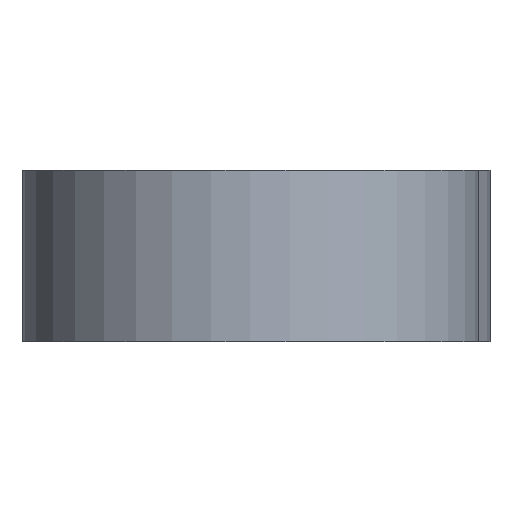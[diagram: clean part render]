
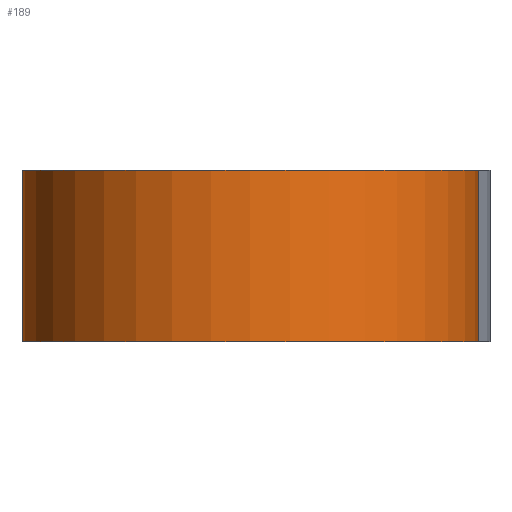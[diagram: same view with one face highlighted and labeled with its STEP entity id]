
A CAD part, front view. The second image highlights one B-rep face of the part: STEP entity #189.
In plain terms, the highlighted cylindrical face has radius 4 mm (diameter 8 mm), a partial arc.
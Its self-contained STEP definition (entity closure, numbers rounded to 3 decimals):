
#3 = EDGE_CURVE ( 'NONE', #472, #398, #178, .T. ) ;
#5 = DIRECTION ( 'NONE',  ( 0., 0., -1. ) ) ;
#8 = AXIS2_PLACEMENT_3D ( 'NONE', #411, #5, #43 ) ;
#21 = DIRECTION ( 'NONE',  ( 1., 0., 0. ) ) ;
#23 = AXIS2_PLACEMENT_3D ( 'NONE', #180, #396, #466 ) ;
#43 = DIRECTION ( 'NONE',  ( -1., 0., 0. ) ) ;
#50 = LINE ( 'NONE', #248, #468 ) ;
#84 = FACE_OUTER_BOUND ( 'NONE', #287, .T. ) ;
#85 = DIRECTION ( 'NONE',  ( 0., 0., -1. ) ) ;
#103 = EDGE_CURVE ( 'NONE', #472, #363, #424, .T. ) ;
#133 = EDGE_CURVE ( 'NONE', #398, #155, #262, .T. ) ;
#149 = CARTESIAN_POINT ( 'NONE',  ( -2.598, -3.746, 0. ) ) ;
#155 = VERTEX_POINT ( 'NONE', #336 ) ;
#157 = ORIENTED_EDGE ( 'NONE', *, *, #173, .F. ) ;
#173 = EDGE_CURVE ( 'NONE', #363, #155, #50, .T. ) ;
#177 = AXIS2_PLACEMENT_3D ( 'NONE', #223, #387, #21 ) ;
#178 = LINE ( 'NONE', #418, #512 ) ;
#180 = CARTESIAN_POINT ( 'NONE',  ( 1.402, -3.746, 3. ) ) ;
#189 = ADVANCED_FACE ( 'NONE', ( #84 ), #409, .T. ) ;
#223 = CARTESIAN_POINT ( 'NONE',  ( 1.402, -3.746, 0. ) ) ;
#248 = CARTESIAN_POINT ( 'NONE',  ( 5.402, -3.746, 3. ) ) ;
#262 = CIRCLE ( 'NONE', #177, 4. ) ;
#277 = CARTESIAN_POINT ( 'NONE',  ( 5.402, -3.746, 3. ) ) ;
#287 = EDGE_LOOP ( 'NONE', ( #157, #311, #487, #440 ) ) ;
#311 = ORIENTED_EDGE ( 'NONE', *, *, #103, .F. ) ;
#336 = CARTESIAN_POINT ( 'NONE',  ( 5.402, -3.746, 0. ) ) ;
#363 = VERTEX_POINT ( 'NONE', #277 ) ;
#387 = DIRECTION ( 'NONE',  ( 0., 0., 1. ) ) ;
#396 = DIRECTION ( 'NONE',  ( 0., 0., 1. ) ) ;
#398 = VERTEX_POINT ( 'NONE', #149 ) ;
#409 = CYLINDRICAL_SURFACE ( 'NONE', #8, 4. ) ;
#411 = CARTESIAN_POINT ( 'NONE',  ( 1.402, -3.746, 3. ) ) ;
#418 = CARTESIAN_POINT ( 'NONE',  ( -2.598, -3.746, 3. ) ) ;
#424 = CIRCLE ( 'NONE', #23, 4. ) ;
#440 = ORIENTED_EDGE ( 'NONE', *, *, #133, .T. ) ;
#459 = DIRECTION ( 'NONE',  ( 0., 0., -1. ) ) ;
#466 = DIRECTION ( 'NONE',  ( 1., 0., 0. ) ) ;
#468 = VECTOR ( 'NONE', #85, 1000. ) ;
#472 = VERTEX_POINT ( 'NONE', #509 ) ;
#487 = ORIENTED_EDGE ( 'NONE', *, *, #3, .T. ) ;
#509 = CARTESIAN_POINT ( 'NONE',  ( -2.598, -3.746, 3. ) ) ;
#512 = VECTOR ( 'NONE', #459, 1000. ) ;
